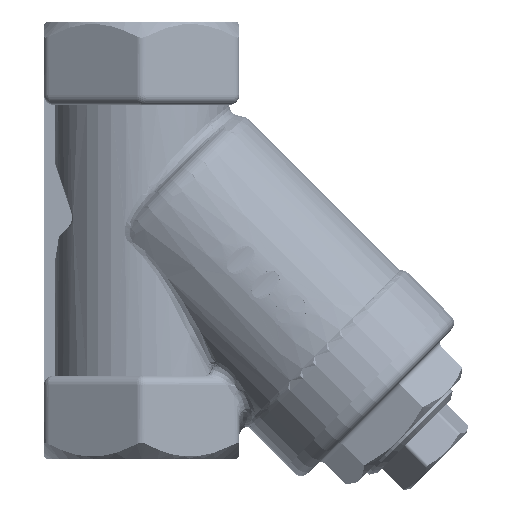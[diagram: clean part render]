
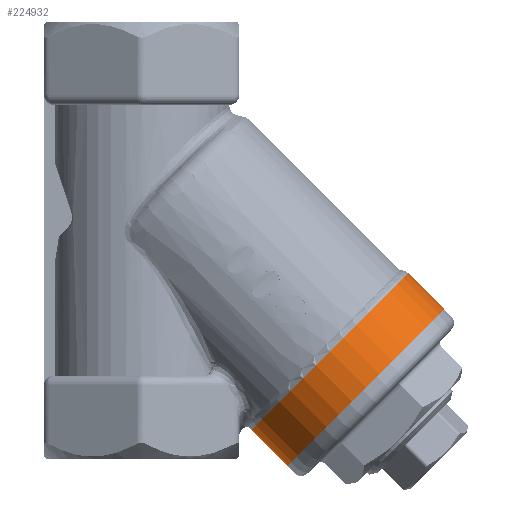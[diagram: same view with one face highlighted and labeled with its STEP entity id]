
A CAD part, left-side view. The second image highlights one B-rep face of the part: STEP entity #224932.
In plain terms, the highlighted cylindrical face has radius 22.75 mm (diameter 45.5 mm), a partial arc.
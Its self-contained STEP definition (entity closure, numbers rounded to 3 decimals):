
#68726 = EDGE_LOOP ( 'NONE', ( #173492, #173483, #173509, #173697 ) ) ;
#92989 = CARTESIAN_POINT ( 'NONE',  ( 0., -22.494, -38.917 ) ) ;
#92992 = CARTESIAN_POINT ( 'NONE',  ( 0., -29.875, -46.299 ) ) ;
#93000 = CARTESIAN_POINT ( 'NONE',  ( 0., -62.049, -14.125 ) ) ;
#93091 = CARTESIAN_POINT ( 'NONE',  ( 0., -54.667, -6.744 ) ) ;
#131341 = LINE ( 'NONE', #175893, #131365 ) ;
#131365 = VECTOR ( 'NONE', #175890, 1000. ) ;
#133495 = EDGE_CURVE ( 'NONE', #157700, #157687, #135301, .T. ) ;
#133673 = EDGE_CURVE ( 'NONE', #157673, #157544, #131341, .T. ) ;
#135161 = EDGE_CURVE ( 'NONE', #157700, #157673, #185836, .T. ) ;
#135301 = LINE ( 'NONE', #159179, #135357 ) ;
#135357 = VECTOR ( 'NONE', #159227, 1000. ) ;
#157544 = VERTEX_POINT ( 'NONE', #92992 ) ;
#157673 = VERTEX_POINT ( 'NONE', #92989 ) ;
#157687 = VERTEX_POINT ( 'NONE', #93000 ) ;
#157700 = VERTEX_POINT ( 'NONE', #93091 ) ;
#159179 = CARTESIAN_POINT ( 'NONE',  ( 0., -53.563, -5.64 ) ) ;
#159227 = DIRECTION ( 'NONE',  ( 0., -0.707, -0.707 ) ) ;
#168371 = CIRCLE ( 'NONE', #182505, 22.75 ) ;
#173483 = ORIENTED_EDGE ( 'NONE', *, *, #135161, .T. ) ;
#173492 = ORIENTED_EDGE ( 'NONE', *, *, #133495, .F. ) ;
#173509 = ORIENTED_EDGE ( 'NONE', *, *, #133673, .T. ) ;
#173697 = ORIENTED_EDGE ( 'NONE', *, *, #187606, .F. ) ;
#175890 = DIRECTION ( 'NONE',  ( 0., -0.707, -0.707 ) ) ;
#175893 = CARTESIAN_POINT ( 'NONE',  ( 0., -21.39, -37.813 ) ) ;
#182393 = AXIS2_PLACEMENT_3D ( 'NONE', #209218, #209220, #209241 ) ;
#182505 = AXIS2_PLACEMENT_3D ( 'NONE', #193943, #193961, #193997 ) ;
#183183 = AXIS2_PLACEMENT_3D ( 'NONE', #227342, #227413, #227377 ) ;
#185836 = CIRCLE ( 'NONE', #182393, 22.75 ) ;
#187606 = EDGE_CURVE ( 'NONE', #157687, #157544, #168371, .T. ) ;
#193943 = CARTESIAN_POINT ( 'NONE',  ( 0., -45.962, -30.212 ) ) ;
#193961 = DIRECTION ( 'NONE',  ( 0., -0.707, -0.707 ) ) ;
#193997 = DIRECTION ( 'NONE',  ( 0., 0.707, -0.707 ) ) ;
#197190 = FACE_OUTER_BOUND ( 'NONE', #68726, .T. ) ;
#197204 = CYLINDRICAL_SURFACE ( 'NONE', #183183, 22.75 ) ;
#209218 = CARTESIAN_POINT ( 'NONE',  ( 0., -38.581, -22.831 ) ) ;
#209220 = DIRECTION ( 'NONE',  ( 0., -0.707, -0.707 ) ) ;
#209241 = DIRECTION ( 'NONE',  ( 0., -0.707, 0.707 ) ) ;
#224932 = ADVANCED_FACE ( 'NONE', ( #197190 ), #197204, .T. ) ;
#227342 = CARTESIAN_POINT ( 'NONE',  ( 0., -37.477, -21.727 ) ) ;
#227377 = DIRECTION ( 'NONE',  ( 0., 0.707, -0.707 ) ) ;
#227413 = DIRECTION ( 'NONE',  ( 0., -0.707, -0.707 ) ) ;
